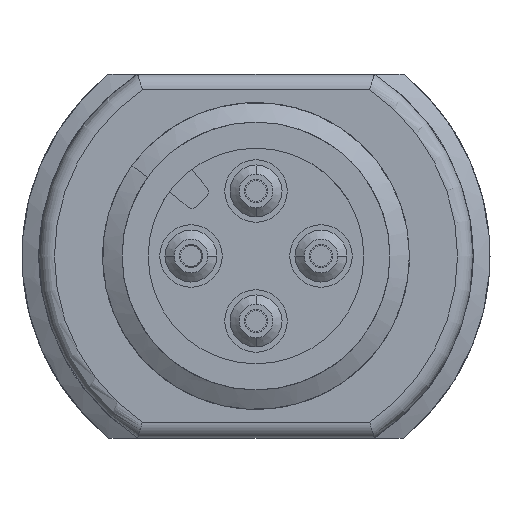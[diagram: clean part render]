
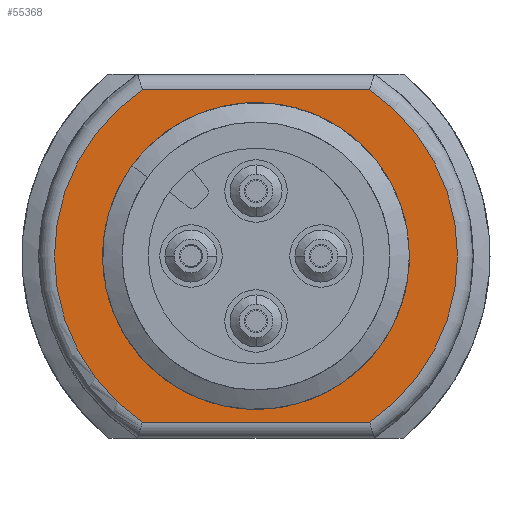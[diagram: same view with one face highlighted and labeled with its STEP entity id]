
A CAD part, front view. The second image highlights one B-rep face of the part: STEP entity #55368.
In plain terms, the highlighted face is planar.
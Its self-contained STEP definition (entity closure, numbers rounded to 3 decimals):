
#51514=CARTESIAN_POINT('',(0.,0.,0.));
#51515=DIRECTION('',(0.,1.,0.));
#51516=DIRECTION('',(1.,0.,0.));
#51517=AXIS2_PLACEMENT_3D('',#51514,#51515,#51516);
#51519=CARTESIAN_POINT('',(0.,0.,0.));
#51520=DIRECTION('',(0.,1.,0.));
#51521=DIRECTION('',(-1.,0.,0.));
#51522=AXIS2_PLACEMENT_3D('',#51519,#51520,#51521);
#51576=CARTESIAN_POINT('',(0.,0.,0.));
#51577=DIRECTION('',(0.,1.,0.));
#51578=DIRECTION('',(0.564,0.,0.826));
#51579=AXIS2_PLACEMENT_3D('',#51576,#51577,#51578);
#51595=DIRECTION('',(1.,0.,0.));
#51596=VECTOR('',#51595,8.741);
#51597=CARTESIAN_POINT('',(-4.37,0.,-6.4));
#51598=LINE('',#51597,#51596);
#51626=CARTESIAN_POINT('',(0.,0.,0.));
#51627=DIRECTION('',(0.,1.,0.));
#51628=DIRECTION('',(-0.564,0.,-0.826));
#51629=AXIS2_PLACEMENT_3D('',#51626,#51627,#51628);
#51704=DIRECTION('',(-1.,0.,0.));
#51705=VECTOR('',#51704,8.741);
#51706=CARTESIAN_POINT('',(4.371,0.,6.4));
#51707=LINE('',#51706,#51705);
#54815=CARTESIAN_POINT('',(4.37,0.,6.4));
#54816=CARTESIAN_POINT('',(4.37,0.,-6.4));
#54817=VERTEX_POINT('',#54815);
#54818=VERTEX_POINT('',#54816);
#54823=CARTESIAN_POINT('',(-4.371,0.,6.4));
#54824=VERTEX_POINT('',#54823);
#54829=CARTESIAN_POINT('',(-4.37,0.,-6.4));
#54830=VERTEX_POINT('',#54829);
#54835=CARTESIAN_POINT('',(5.15,0.,0.));
#54836=CARTESIAN_POINT('',(-5.15,0.,0.));
#54837=VERTEX_POINT('',#54835);
#54838=VERTEX_POINT('',#54836);
#55347=CARTESIAN_POINT('',(16.,0.,-11.448));
#55348=DIRECTION('',(0.,-1.,0.));
#55349=DIRECTION('',(-1.,0.,0.));
#55350=AXIS2_PLACEMENT_3D('',#55347,#55348,#55349);
#55351=PLANE('',#55350);
#55353=ORIENTED_EDGE('',*,*,#55352,.F.);
#55355=ORIENTED_EDGE('',*,*,#55354,.T.);
#55357=ORIENTED_EDGE('',*,*,#55356,.F.);
#55359=ORIENTED_EDGE('',*,*,#55358,.T.);
#55360=EDGE_LOOP('',(#55353,#55355,#55357,#55359));
#55361=FACE_OUTER_BOUND('',#55360,.F.);
#55363=ORIENTED_EDGE('',*,*,#55362,.T.);
#55365=ORIENTED_EDGE('',*,*,#55364,.T.);
#55366=EDGE_LOOP('',(#55363,#55365));
#55367=FACE_BOUND('',#55366,.F.);
#51518=CIRCLE('',#51517,5.15);
#51523=CIRCLE('',#51522,5.15);
#51580=CIRCLE('',#51579,7.75);
#51630=CIRCLE('',#51629,7.75);
#55352=EDGE_CURVE('',#54817,#54818,#51580,.T.);
#55354=EDGE_CURVE('',#54817,#54824,#51707,.T.);
#55356=EDGE_CURVE('',#54830,#54824,#51630,.T.);
#55358=EDGE_CURVE('',#54830,#54818,#51598,.T.);
#55362=EDGE_CURVE('',#54837,#54838,#51518,.T.);
#55364=EDGE_CURVE('',#54838,#54837,#51523,.T.);
#55368=ADVANCED_FACE('',(#55361,#55367),#55351,.F.);
